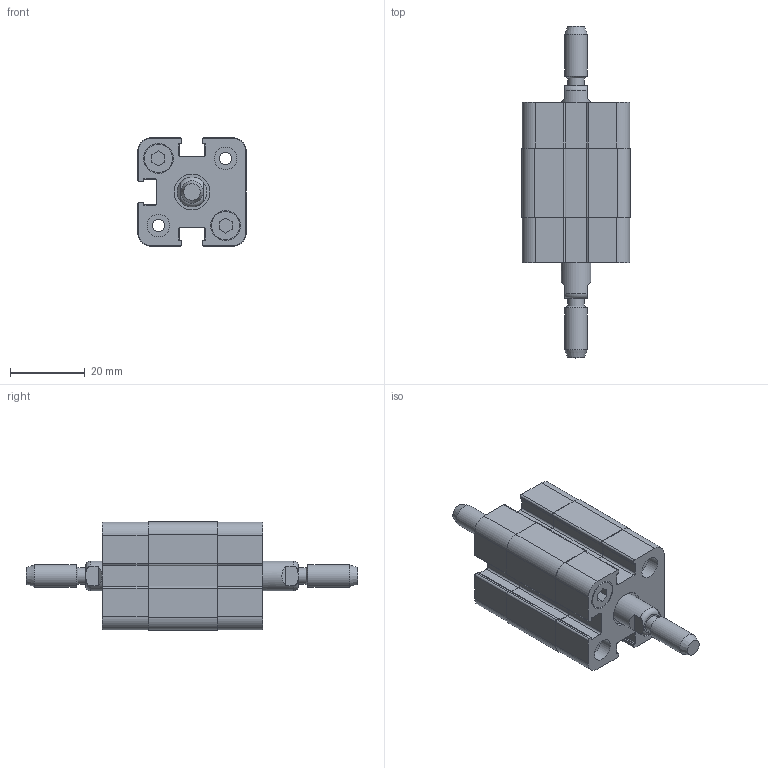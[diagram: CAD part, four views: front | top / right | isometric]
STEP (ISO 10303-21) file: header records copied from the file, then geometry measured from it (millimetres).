
FILE_DESCRIPTION((''),'2;1');
FILE_NAME('ADMP012.005.GS.M.stp','2011-08-25T09:32:28',('Administrator'),(''),'Autodesk Inventor 2012','Autodesk Inventor 2012','');
FILE_SCHEMA(('AUTOMOTIVE_DESIGN { 1 0 10303 214 1 1 1 1 }'));
Length unit declared in the file: millimetre
Products named in the file (1): ADMP012.005.GS.M
Bounding box: 29.05 x 89 x 29.05 mm (x, y, z)
Volume: 31262.6 mm3; surface area: 10757.4 mm2
Topology: 1 solids, 1 shells, 280 faces, 732 edges, 478 vertices
Faces by surface type: plane 166, cylinder 108, cone 4, torus 2
Full cylindrical faces by diameter (mm): 3.242 x2, 4.134 x2, 4.4 x2, 6 x6, 7.5 x4, 8 x6, 9.6 x2
Entity records: 8845 total; most frequent: DIRECTION 1530, CARTESIAN_POINT 1521, ORIENTED_EDGE 1396, EDGE_CURVE 698, AXIS2_PLACEMENT_3D 555, VERTEX_POINT 474, VECTOR 420, LINE 420
